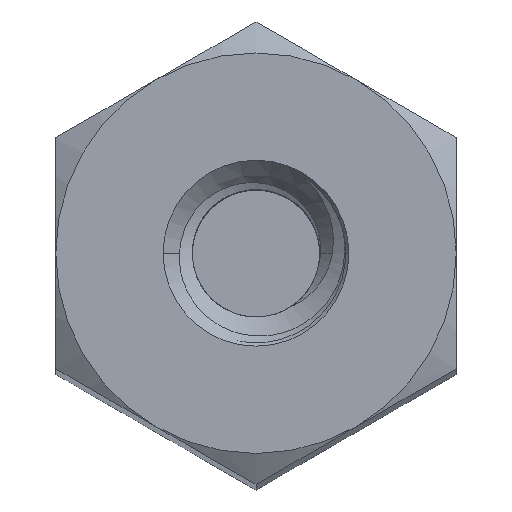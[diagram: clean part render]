
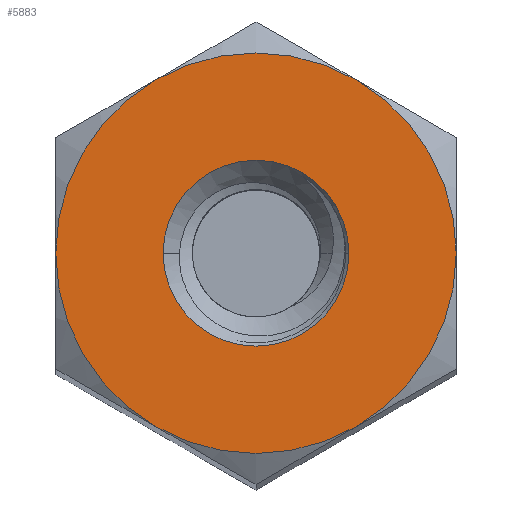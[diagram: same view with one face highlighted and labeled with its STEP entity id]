
A CAD part, top view. The second image highlights one B-rep face of the part: STEP entity #5883.
In plain terms, the highlighted planar face has unit normal (0, 0, 1).
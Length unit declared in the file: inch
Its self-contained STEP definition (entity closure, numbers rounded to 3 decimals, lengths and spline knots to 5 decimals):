
#27 = CIRCLE ( 'NONE', #9351, 0.125 ) ;
#138 = EDGE_CURVE ( 'NONE', #2180, #1055, #5693, .T. ) ;
#160 = VERTEX_POINT ( 'NONE', #1704 ) ;
#416 = ORIENTED_EDGE ( 'NONE', *, *, #733, .F. ) ;
#733 = EDGE_CURVE ( 'NONE', #160, #3120, #10147, .T. ) ;
#753 = ORIENTED_EDGE ( 'NONE', *, *, #1437, .F. ) ;
#943 = DIRECTION ( 'NONE',  ( 0., 0., -1. ) ) ;
#1039 = ORIENTED_EDGE ( 'NONE', *, *, #138, .F. ) ;
#1044 = CARTESIAN_POINT ( 'NONE',  ( 0., 0., 1. ) ) ;
#1055 = VERTEX_POINT ( 'NONE', #5573 ) ;
#1057 = PLANE ( 'NONE',  #5317 ) ;
#1068 = ORIENTED_EDGE ( 'NONE', *, *, #9325, .F. ) ;
#1239 = EDGE_CURVE ( 'NONE', #14960, #14990, #7464, .T. ) ;
#1437 = EDGE_CURVE ( 'NONE', #3120, #2957, #12430, .T. ) ;
#1704 = CARTESIAN_POINT ( 'NONE',  ( 0.125, 0., 1. ) ) ;
#1803 = DIRECTION ( 'NONE',  ( 0., 0., -1. ) ) ;
#1852 = DIRECTION ( 'NONE',  ( -1., 0., 0. ) ) ;
#2070 = DIRECTION ( 'NONE',  ( -1., 0., 0. ) ) ;
#2154 = ORIENTED_EDGE ( 'NONE', *, *, #8746, .F. ) ;
#2180 = VERTEX_POINT ( 'NONE', #5608 ) ;
#2225 = DIRECTION ( 'NONE',  ( 1., 0., 0. ) ) ;
#2417 = FACE_BOUND ( 'NONE', #14845, .T. ) ;
#2477 = FACE_OUTER_BOUND ( 'NONE', #8473, .T. ) ;
#2542 = CARTESIAN_POINT ( 'NONE',  ( 0.0625, 0.10825, 1. ) ) ;
#2544 = CARTESIAN_POINT ( 'NONE',  ( 0., 0., 1. ) ) ;
#2608 = DIRECTION ( 'NONE',  ( 0., 0., -1. ) ) ;
#2667 = AXIS2_PLACEMENT_3D ( 'NONE', #6853, #6805, #14563 ) ;
#2788 = EDGE_CURVE ( 'NONE', #1055, #9695, #15165, .T. ) ;
#2957 = VERTEX_POINT ( 'NONE', #13117 ) ;
#2973 = ORIENTED_EDGE ( 'NONE', *, *, #1239, .T. ) ;
#3120 = VERTEX_POINT ( 'NONE', #9739 ) ;
#3316 = DIRECTION ( 'NONE',  ( -1., 0., 0. ) ) ;
#3414 = DIRECTION ( 'NONE',  ( 0., 0., -1. ) ) ;
#3464 = CARTESIAN_POINT ( 'NONE',  ( 0., 0., 1. ) ) ;
#3632 = AXIS2_PLACEMENT_3D ( 'NONE', #9589, #2608, #10755 ) ;
#3658 = CARTESIAN_POINT ( 'NONE',  ( 0., 0., 1. ) ) ;
#4826 = DIRECTION ( 'NONE',  ( -1., 0., 0. ) ) ;
#5317 = AXIS2_PLACEMENT_3D ( 'NONE', #6873, #5687, #2225 ) ;
#5573 = CARTESIAN_POINT ( 'NONE',  ( -0.0625, 0.10825, 1. ) ) ;
#5608 = CARTESIAN_POINT ( 'NONE',  ( -0.125, 0., 1. ) ) ;
#5687 = DIRECTION ( 'NONE',  ( 0., 0., 1. ) ) ;
#5693 = CIRCLE ( 'NONE', #10767, 0.125 ) ;
#5883 = ADVANCED_FACE ( 'NONE', ( #2477, #2417 ), #1057, .T. ) ;
#6010 = CARTESIAN_POINT ( 'NONE',  ( 0., 0., 1. ) ) ;
#6425 = CIRCLE ( 'NONE', #11974, 0.125 ) ;
#6694 = DIRECTION ( 'NONE',  ( 0., 0., -1. ) ) ;
#6805 = DIRECTION ( 'NONE',  ( 0., 0., -1. ) ) ;
#6853 = CARTESIAN_POINT ( 'NONE',  ( 0., 0., 1. ) ) ;
#6873 = CARTESIAN_POINT ( 'NONE',  ( 0., 0.14434, 1. ) ) ;
#7183 = DIRECTION ( 'NONE',  ( -1., 0., 0. ) ) ;
#7464 = CIRCLE ( 'NONE', #8915, 0.058 ) ;
#7506 = ORIENTED_EDGE ( 'NONE', *, *, #2788, .F. ) ;
#7670 = EDGE_CURVE ( 'NONE', #14990, #14960, #13083, .T. ) ;
#8083 = AXIS2_PLACEMENT_3D ( 'NONE', #13685, #6694, #14874 ) ;
#8473 = EDGE_LOOP ( 'NONE', ( #416, #1068, #7506, #1039, #2154, #753 ) ) ;
#8746 = EDGE_CURVE ( 'NONE', #2957, #2180, #6425, .T. ) ;
#8915 = AXIS2_PLACEMENT_3D ( 'NONE', #1044, #943, #2070 ) ;
#9325 = EDGE_CURVE ( 'NONE', #9695, #160, #27, .T. ) ;
#9351 = AXIS2_PLACEMENT_3D ( 'NONE', #3658, #11804, #4826 ) ;
#9589 = CARTESIAN_POINT ( 'NONE',  ( 0., 0., 1. ) ) ;
#9695 = VERTEX_POINT ( 'NONE', #2542 ) ;
#9739 = CARTESIAN_POINT ( 'NONE',  ( 0.0625, -0.10825, 1. ) ) ;
#10147 = CIRCLE ( 'NONE', #2667, 0.125 ) ;
#10470 = AXIS2_PLACEMENT_3D ( 'NONE', #3464, #3414, #3316 ) ;
#10755 = DIRECTION ( 'NONE',  ( -1., 0., 0. ) ) ;
#10767 = AXIS2_PLACEMENT_3D ( 'NONE', #2544, #1803, #1852 ) ;
#11804 = DIRECTION ( 'NONE',  ( 0., 0., -1. ) ) ;
#11974 = AXIS2_PLACEMENT_3D ( 'NONE', #6010, #14188, #7183 ) ;
#12223 = CARTESIAN_POINT ( 'NONE',  ( -0.058, 0., 1. ) ) ;
#12430 = CIRCLE ( 'NONE', #10470, 0.125 ) ;
#13083 = CIRCLE ( 'NONE', #8083, 0.058 ) ;
#13117 = CARTESIAN_POINT ( 'NONE',  ( -0.0625, -0.10825, 1. ) ) ;
#13414 = CARTESIAN_POINT ( 'NONE',  ( 0.058, 0., 1. ) ) ;
#13685 = CARTESIAN_POINT ( 'NONE',  ( 0., 0., 1. ) ) ;
#14188 = DIRECTION ( 'NONE',  ( 0., 0., -1. ) ) ;
#14563 = DIRECTION ( 'NONE',  ( -1., 0., 0. ) ) ;
#14845 = EDGE_LOOP ( 'NONE', ( #2973, #15072 ) ) ;
#14874 = DIRECTION ( 'NONE',  ( -1., 0., 0. ) ) ;
#14960 = VERTEX_POINT ( 'NONE', #12223 ) ;
#14990 = VERTEX_POINT ( 'NONE', #13414 ) ;
#15072 = ORIENTED_EDGE ( 'NONE', *, *, #7670, .T. ) ;
#15165 = CIRCLE ( 'NONE', #3632, 0.125 ) ;
